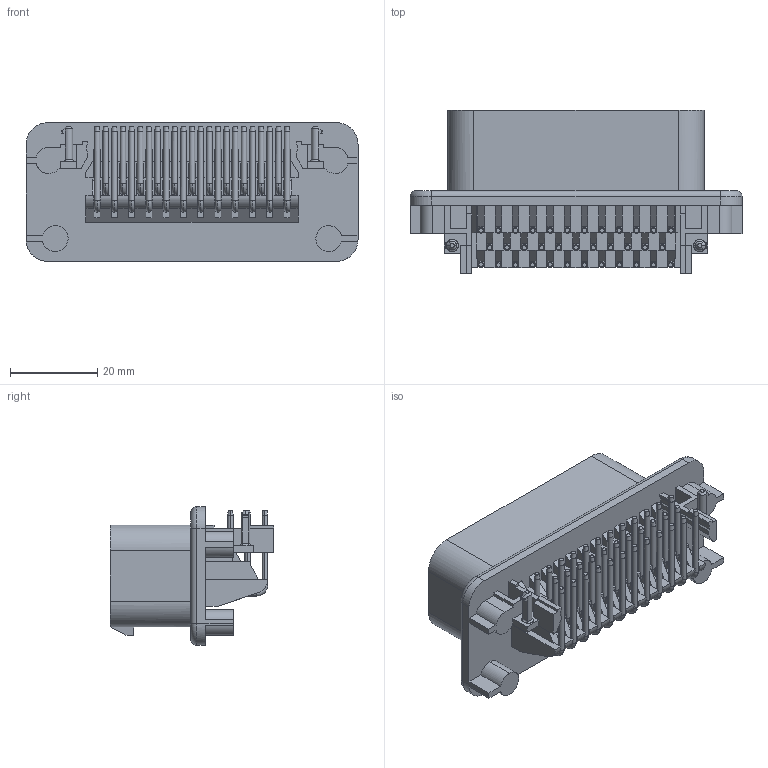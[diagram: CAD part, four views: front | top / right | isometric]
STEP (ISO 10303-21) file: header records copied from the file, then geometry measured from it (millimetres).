
FILE_DESCRIPTION( ('This file contains a STEP AP42 implementation' ,'as created by ZW3D STEP Interface translator.') ,'2;1' );
FILE_NAME( '74040-3MR035ABSMJAX(W).stp' ,'23 314.1122 2', (''), ('ZWCAD Software Co.'), 'Version 1.0', 'ZW3D to STEP translator', '' );
FILE_SCHEMA(('AUTOMOTIVE_DESIGN { 1 0 10303 214 1 1 1 1 }'));
Length unit declared in the file: millimetre
Products named in the file (2): 0; 111
Bounding box: 76.13 x 37.52 x 31.78 mm (x, y, z)
Volume: 18525.5 mm3; surface area: 21856.8 mm2
Topology: 1 solids, 1 shells, 1598 faces, 4133 edges, 2561 vertices
Faces by surface type: plane 644, cylinder 528, bspline 149, cone 148, torus 89, sphere 40
Entity records: 85789 total; most frequent: CARTESIAN_POINT 54548, ORIENTED_EDGE 8062, B_SPLINE_CURVE_WITH_KNOTS 4031, EDGE_CURVE 4031, DIRECTION 2900, VERTEX_POINT 2561, EDGE_LOOP 1724, FACE_OUTER_BOUND 1598
